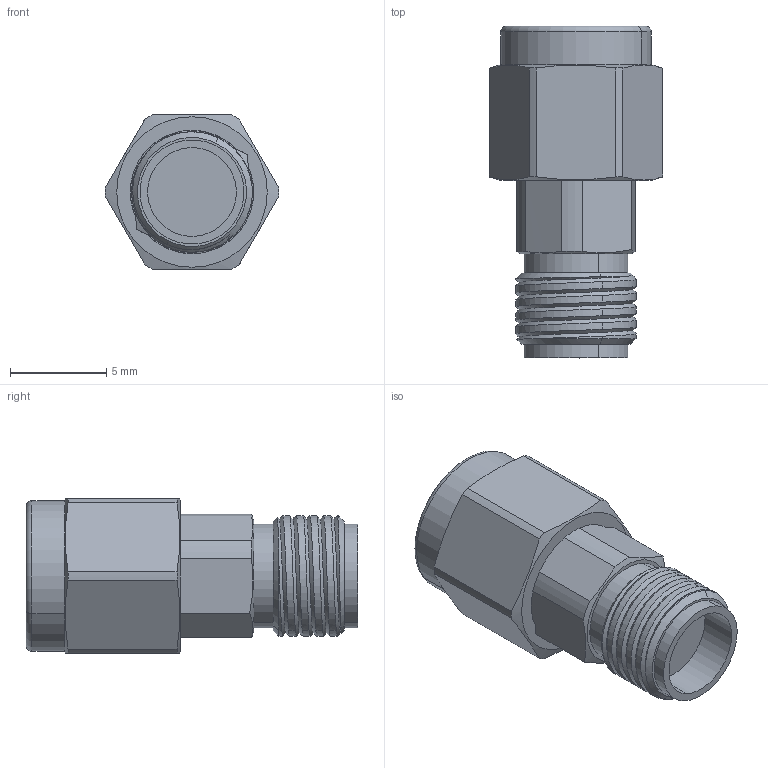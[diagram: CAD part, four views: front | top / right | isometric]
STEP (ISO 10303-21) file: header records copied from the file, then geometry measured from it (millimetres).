
FILE_DESCRIPTION (( 'STEP AP214' ), '1' );
FILE_NAME ('CB-K-063-3, DF.STEP', '2025-09-24T18:42:28', ( '' ), ( '' ), 'SwSTEP 2.0', 'SolidWorks 2021', '' );
FILE_SCHEMA (( 'AUTOMOTIVE_DESIGN' ));
Length unit declared in the file: millimetre
Products named in the file (1): CB-K-063-3, DF
Bounding box: 9 x 17.2 x 8 mm (x, y, z)
Volume: 518.5 mm3; surface area: 826.7 mm2
Topology: 1 solids, 1 shells, 115 faces, 293 edges, 189 vertices
Faces by surface type: cylinder 64, plane 29, cone 16, bspline 4, torus 2
Entity records: 5920 total; most frequent: CARTESIAN_POINT 3164, ORIENTED_EDGE 586, DIRECTION 550, EDGE_CURVE 293, AXIS2_PLACEMENT_3D 222, VERTEX_POINT 189, EDGE_LOOP 136, FACE_OUTER_BOUND 115
